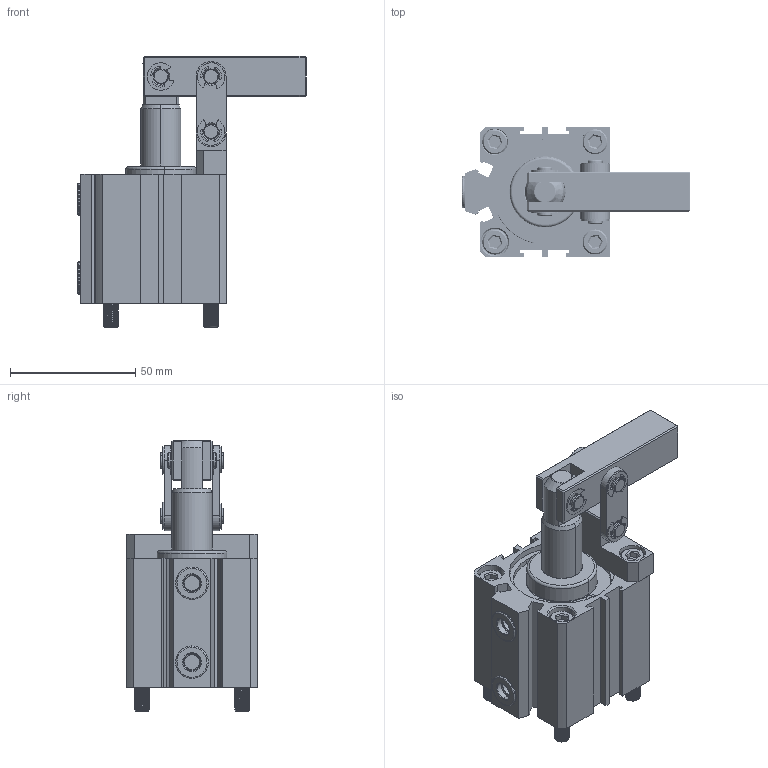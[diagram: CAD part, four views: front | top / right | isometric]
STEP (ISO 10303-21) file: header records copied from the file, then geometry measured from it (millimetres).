
FILE_DESCRIPTION (( 'STEP AP214' ), '1' );
FILE_NAME ('CALC-40杠杆空压缸三维图.STEP', '2019-04-14T06:27:05', ( '' ), ( '' ), 'SwSTEP 2.0', 'SolidWorks 2016', '' );
FILE_SCHEMA (( 'AUTOMOTIVE_DESIGN' ));
Length unit declared in the file: millimetre
Products named in the file (15): 活塞杆; 1-8黑芛MS40; CALC-40杠杆空压缸三维图; 4556疑; MS40揤旋; 蟀裝; 葩璃 M60002; 傻粣; ヶ裔_1; 綴裔_1; 酗粣; 葩璃 縐33; 40掛极22; 羲宎; M60002
Assembly tree (25 placements, depth 2):
  CALC-40杠杆空压缸三维图
    1-8黑芛MS40  x2
    活塞杆
    M60002  x2
    羲宎  x6
    40掛极22
    葩璃 縐33  x2
    酗粣  x2
    綴裔_1
    ヶ裔_1
    傻粣
    葩璃 M60002  x2
    蟀裝  x2
    MS40揤旋
    4556疑
Bounding box: 91.2 x 52 x 108.18 mm (x, y, z)
Volume: 110367.2 mm3; surface area: 64335.8 mm2
Topology: 21 solids, 25 shells, 1150 faces, 2983 edges, 1919 vertices
Faces by surface type: cylinder 691, plane 296, cone 98, bspline 45, torus 20
Entity records: 46834 total; most frequent: CARTESIAN_POINT 30601, ORIENTED_EDGE 3474, DIRECTION 3023, EDGE_CURVE 1739, VERTEX_POINT 1109, AXIS2_PLACEMENT_3D 1104, VECTOR 815, LINE 815
